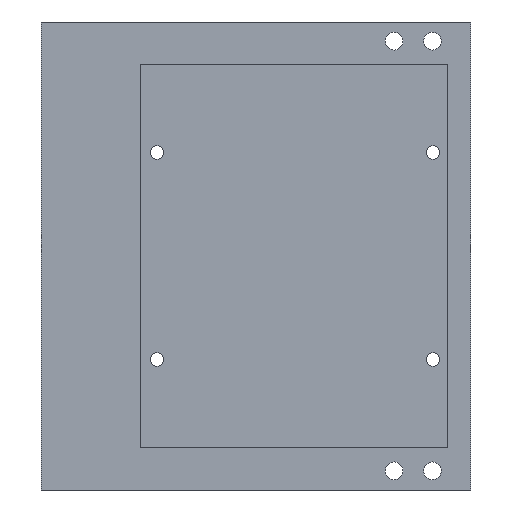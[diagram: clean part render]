
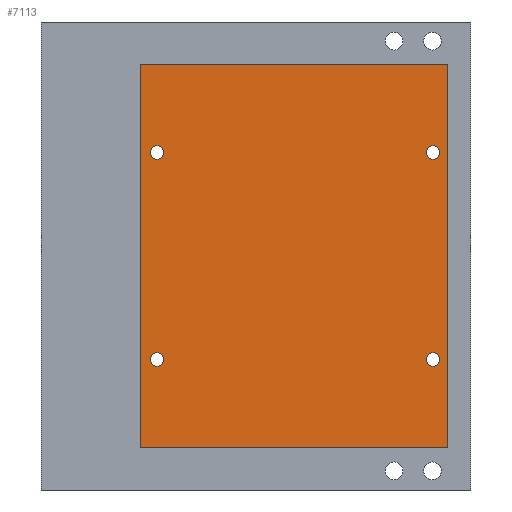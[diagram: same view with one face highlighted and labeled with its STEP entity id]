
A CAD part, front view. The second image highlights one B-rep face of the part: STEP entity #7113.
In plain terms, the highlighted planar face has unit normal (0, -1, 0).
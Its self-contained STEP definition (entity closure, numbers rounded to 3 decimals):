
#29 = DIRECTION ( 'NONE',  ( 0., 0., 1. ) ) ;
#99 = EDGE_LOOP ( 'NONE', ( #6257, #7377 ) ) ;
#144 = FACE_BOUND ( 'NONE', #99, .T. ) ;
#248 = CARTESIAN_POINT ( 'NONE',  ( 25.173, 50., -111. ) ) ;
#297 = EDGE_CURVE ( 'NONE', #7684, #5589, #2613, .T. ) ;
#324 = EDGE_LOOP ( 'NONE', ( #2062, #786 ) ) ;
#446 = DIRECTION ( 'NONE',  ( 1., 0., 0. ) ) ;
#511 = DIRECTION ( 'NONE',  ( 0., 0., 1. ) ) ;
#557 = EDGE_CURVE ( 'NONE', #4243, #1444, #6354, .T. ) ;
#569 = AXIS2_PLACEMENT_3D ( 'NONE', #5341, #7911, #1103 ) ;
#724 = DIRECTION ( 'NONE',  ( 1., 0., 0. ) ) ;
#786 = ORIENTED_EDGE ( 'NONE', *, *, #3987, .F. ) ;
#815 = VERTEX_POINT ( 'NONE', #6024 ) ;
#838 = ORIENTED_EDGE ( 'NONE', *, *, #5857, .F. ) ;
#863 = DIRECTION ( 'NONE',  ( 0., 0., 1. ) ) ;
#925 = VERTEX_POINT ( 'NONE', #4919 ) ;
#931 = VERTEX_POINT ( 'NONE', #3655 ) ;
#1103 = DIRECTION ( 'NONE',  ( 0., 0., 1. ) ) ;
#1115 = ORIENTED_EDGE ( 'NONE', *, *, #3800, .F. ) ;
#1270 = AXIS2_PLACEMENT_3D ( 'NONE', #6270, #6308, #29 ) ;
#1307 = CIRCLE ( 'NONE', #5475, 1.75 ) ;
#1321 = DIRECTION ( 'NONE',  ( 0., 0., 1. ) ) ;
#1340 = DIRECTION ( 'NONE',  ( 0., 0., 1. ) ) ;
#1423 = VECTOR ( 'NONE', #1524, 1000. ) ;
#1444 = VERTEX_POINT ( 'NONE', #7182 ) ;
#1524 = DIRECTION ( 'NONE',  ( 1., 0., 0. ) ) ;
#1659 = CIRCLE ( 'NONE', #1270, 1.75 ) ;
#1828 = DIRECTION ( 'NONE',  ( 0., 0., 1. ) ) ;
#1880 = FACE_OUTER_BOUND ( 'NONE', #4843, .T. ) ;
#1964 = AXIS2_PLACEMENT_3D ( 'NONE', #5028, #6753, #1321 ) ;
#1994 = DIRECTION ( 'NONE',  ( 0., 1., 0. ) ) ;
#2062 = ORIENTED_EDGE ( 'NONE', *, *, #7119, .F. ) ;
#2121 = DIRECTION ( 'NONE',  ( 0., 0., 1. ) ) ;
#2182 = DIRECTION ( 'NONE',  ( 0., -1., 0. ) ) ;
#2272 = ORIENTED_EDGE ( 'NONE', *, *, #4730, .F. ) ;
#2352 = LINE ( 'NONE', #3611, #4419 ) ;
#2406 = DIRECTION ( 'NONE',  ( 0., 0., -1. ) ) ;
#2424 = CIRCLE ( 'NONE', #6578, 1.75 ) ;
#2493 = EDGE_CURVE ( 'NONE', #1444, #4243, #2424, .T. ) ;
#2585 = VECTOR ( 'NONE', #724, 1000. ) ;
#2605 = EDGE_LOOP ( 'NONE', ( #3116, #5264 ) ) ;
#2608 = FACE_BOUND ( 'NONE', #324, .T. ) ;
#2613 = LINE ( 'NONE', #6471, #2585 ) ;
#2645 = CARTESIAN_POINT ( 'NONE',  ( 0., 50., 0. ) ) ;
#2693 = AXIS2_PLACEMENT_3D ( 'NONE', #2645, #1994, #1340 ) ;
#2827 = DIRECTION ( 'NONE',  ( 0., 0., 1. ) ) ;
#2919 = VERTEX_POINT ( 'NONE', #7576 ) ;
#2923 = ORIENTED_EDGE ( 'NONE', *, *, #3402, .F. ) ;
#2992 = VERTEX_POINT ( 'NONE', #5990 ) ;
#3053 = CARTESIAN_POINT ( 'NONE',  ( 106., 50., 0. ) ) ;
#3116 = ORIENTED_EDGE ( 'NONE', *, *, #557, .F. ) ;
#3128 = CARTESIAN_POINT ( 'NONE',  ( 30.173, 50., -88. ) ) ;
#3144 = EDGE_CURVE ( 'NONE', #3462, #2919, #5585, .T. ) ;
#3325 = EDGE_CURVE ( 'NONE', #7928, #3397, #1307, .T. ) ;
#3359 = DIRECTION ( 'NONE',  ( -1., 0., 0. ) ) ;
#3382 = EDGE_CURVE ( 'NONE', #2919, #5589, #4093, .T. ) ;
#3397 = VERTEX_POINT ( 'NONE', #3532 ) ;
#3402 = EDGE_CURVE ( 'NONE', #815, #6140, #7681, .T. ) ;
#3442 = AXIS2_PLACEMENT_3D ( 'NONE', #3128, #3772, #1828 ) ;
#3462 = VERTEX_POINT ( 'NONE', #4793 ) ;
#3465 = CARTESIAN_POINT ( 'NONE',  ( 112., 50., -11. ) ) ;
#3532 = CARTESIAN_POINT ( 'NONE',  ( 30.173, 50., -86.25 ) ) ;
#3539 = DIRECTION ( 'NONE',  ( 0., -1., 0. ) ) ;
#3611 = CARTESIAN_POINT ( 'NONE',  ( 25.173, 50., -163.511 ) ) ;
#3629 = DIRECTION ( 'NONE',  ( 0., -1., 0. ) ) ;
#3655 = CARTESIAN_POINT ( 'NONE',  ( 102.173, 50., -86.25 ) ) ;
#3745 = VERTEX_POINT ( 'NONE', #6596 ) ;
#3772 = DIRECTION ( 'NONE',  ( 0., -1., 0. ) ) ;
#3800 = EDGE_CURVE ( 'NONE', #7684, #815, #2352, .T. ) ;
#3987 = EDGE_CURVE ( 'NONE', #925, #3745, #7162, .T. ) ;
#4093 = LINE ( 'NONE', #7108, #4948 ) ;
#4243 = VERTEX_POINT ( 'NONE', #7883 ) ;
#4419 = VECTOR ( 'NONE', #2827, 1000. ) ;
#4684 = LINE ( 'NONE', #3465, #6169 ) ;
#4700 = CARTESIAN_POINT ( 'NONE',  ( 0., 50., -11. ) ) ;
#4730 = EDGE_CURVE ( 'NONE', #6140, #3462, #4684, .T. ) ;
#4793 = CARTESIAN_POINT ( 'NONE',  ( 106., 50., -11. ) ) ;
#4841 = CARTESIAN_POINT ( 'NONE',  ( 102.173, 50., -88. ) ) ;
#4843 = EDGE_LOOP ( 'NONE', ( #2272, #2923, #1115, #6713, #7908, #7169 ) ) ;
#4919 = CARTESIAN_POINT ( 'NONE',  ( 102.173, 50., -35.75 ) ) ;
#4948 = VECTOR ( 'NONE', #3359, 1000. ) ;
#4972 = PLANE ( 'NONE',  #2693 ) ;
#5028 = CARTESIAN_POINT ( 'NONE',  ( 102.173, 50., -34. ) ) ;
#5181 = EDGE_LOOP ( 'NONE', ( #5705, #838 ) ) ;
#5264 = ORIENTED_EDGE ( 'NONE', *, *, #2493, .F. ) ;
#5341 = CARTESIAN_POINT ( 'NONE',  ( 102.173, 50., -88. ) ) ;
#5475 = AXIS2_PLACEMENT_3D ( 'NONE', #6585, #2182, #863 ) ;
#5585 = LINE ( 'NONE', #3053, #5951 ) ;
#5589 = VERTEX_POINT ( 'NONE', #6150 ) ;
#5705 = ORIENTED_EDGE ( 'NONE', *, *, #6179, .F. ) ;
#5778 = CARTESIAN_POINT ( 'NONE',  ( 82., 50., -11. ) ) ;
#5779 = CIRCLE ( 'NONE', #569, 1.75 ) ;
#5857 = EDGE_CURVE ( 'NONE', #2992, #931, #5779, .T. ) ;
#5914 = CIRCLE ( 'NONE', #3442, 1.75 ) ;
#5951 = VECTOR ( 'NONE', #2406, 1000. ) ;
#5990 = CARTESIAN_POINT ( 'NONE',  ( 102.173, 50., -89.75 ) ) ;
#6024 = CARTESIAN_POINT ( 'NONE',  ( 25.173, 50., -11. ) ) ;
#6117 = DIRECTION ( 'NONE',  ( 0., 0., 1. ) ) ;
#6140 = VERTEX_POINT ( 'NONE', #5778 ) ;
#6150 = CARTESIAN_POINT ( 'NONE',  ( 82., 50., -111. ) ) ;
#6169 = VECTOR ( 'NONE', #446, 1000. ) ;
#6179 = EDGE_CURVE ( 'NONE', #931, #2992, #6702, .T. ) ;
#6257 = ORIENTED_EDGE ( 'NONE', *, *, #6387, .F. ) ;
#6270 = CARTESIAN_POINT ( 'NONE',  ( 102.173, 50., -34. ) ) ;
#6299 = AXIS2_PLACEMENT_3D ( 'NONE', #4841, #3539, #511 ) ;
#6308 = DIRECTION ( 'NONE',  ( 0., -1., 0. ) ) ;
#6354 = CIRCLE ( 'NONE', #6758, 1.75 ) ;
#6387 = EDGE_CURVE ( 'NONE', #3397, #7928, #5914, .T. ) ;
#6436 = CARTESIAN_POINT ( 'NONE',  ( 30.173, 50., -34. ) ) ;
#6471 = CARTESIAN_POINT ( 'NONE',  ( 0., 50., -111. ) ) ;
#6578 = AXIS2_PLACEMENT_3D ( 'NONE', #6436, #7661, #2121 ) ;
#6585 = CARTESIAN_POINT ( 'NONE',  ( 30.173, 50., -88. ) ) ;
#6596 = CARTESIAN_POINT ( 'NONE',  ( 102.173, 50., -32.25 ) ) ;
#6702 = CIRCLE ( 'NONE', #6299, 1.75 ) ;
#6713 = ORIENTED_EDGE ( 'NONE', *, *, #297, .T. ) ;
#6753 = DIRECTION ( 'NONE',  ( 0., -1., 0. ) ) ;
#6758 = AXIS2_PLACEMENT_3D ( 'NONE', #6807, #3629, #6117 ) ;
#6807 = CARTESIAN_POINT ( 'NONE',  ( 30.173, 50., -34. ) ) ;
#6924 = FACE_BOUND ( 'NONE', #5181, .T. ) ;
#7108 = CARTESIAN_POINT ( 'NONE',  ( 112., 50., -111. ) ) ;
#7113 = ADVANCED_FACE ( 'NONE', ( #144, #7494, #2608, #6924, #1880 ), #4972, .F. ) ;
#7119 = EDGE_CURVE ( 'NONE', #3745, #925, #1659, .T. ) ;
#7162 = CIRCLE ( 'NONE', #1964, 1.75 ) ;
#7169 = ORIENTED_EDGE ( 'NONE', *, *, #3144, .F. ) ;
#7182 = CARTESIAN_POINT ( 'NONE',  ( 30.173, 50., -35.75 ) ) ;
#7377 = ORIENTED_EDGE ( 'NONE', *, *, #3325, .F. ) ;
#7494 = FACE_BOUND ( 'NONE', #2605, .T. ) ;
#7510 = CARTESIAN_POINT ( 'NONE',  ( 30.173, 50., -89.75 ) ) ;
#7576 = CARTESIAN_POINT ( 'NONE',  ( 106., 50., -111. ) ) ;
#7661 = DIRECTION ( 'NONE',  ( 0., -1., 0. ) ) ;
#7681 = LINE ( 'NONE', #4700, #1423 ) ;
#7684 = VERTEX_POINT ( 'NONE', #248 ) ;
#7883 = CARTESIAN_POINT ( 'NONE',  ( 30.173, 50., -32.25 ) ) ;
#7908 = ORIENTED_EDGE ( 'NONE', *, *, #3382, .F. ) ;
#7911 = DIRECTION ( 'NONE',  ( 0., -1., 0. ) ) ;
#7928 = VERTEX_POINT ( 'NONE', #7510 ) ;
